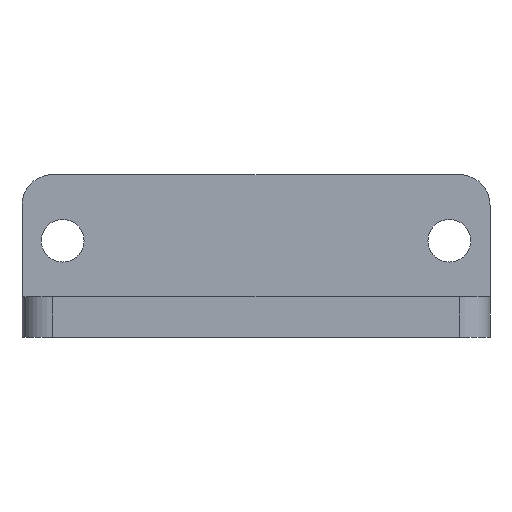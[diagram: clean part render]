
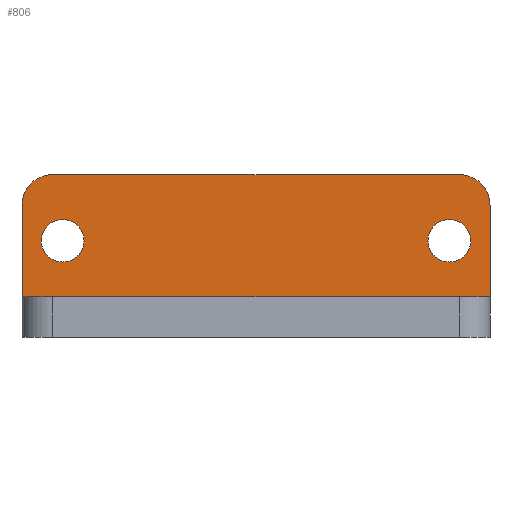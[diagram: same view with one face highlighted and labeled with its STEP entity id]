
A CAD part, front view. The second image highlights one B-rep face of the part: STEP entity #806.
In plain terms, the highlighted planar face has unit normal (0, -1, 0).
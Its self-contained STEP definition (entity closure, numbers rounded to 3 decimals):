
#4 = ORIENTED_EDGE ( 'NONE', *, *, #1170, .T. ) ;
#5 = FACE_BOUND ( 'NONE', #2214, .T. ) ;
#48 = ORIENTED_EDGE ( 'NONE', *, *, #1778, .T. ) ;
#115 = EDGE_CURVE ( 'NONE', #1294, #1313, #726, .T. ) ;
#123 = VERTEX_POINT ( 'NONE', #594 ) ;
#160 = AXIS2_PLACEMENT_3D ( 'NONE', #1100, #186, #210 ) ;
#173 = VECTOR ( 'NONE', #595, 1000. ) ;
#186 = DIRECTION ( 'NONE',  ( 0., -1., 0. ) ) ;
#210 = DIRECTION ( 'NONE',  ( 0., 0., -1. ) ) ;
#234 = ORIENTED_EDGE ( 'NONE', *, *, #865, .T. ) ;
#237 = CARTESIAN_POINT ( 'NONE',  ( 23., -31.5, 16. ) ) ;
#253 = FACE_OUTER_BOUND ( 'NONE', #2155, .T. ) ;
#278 = CARTESIAN_POINT ( 'NONE',  ( 19., -31.5, 7.4 ) ) ;
#285 = VERTEX_POINT ( 'NONE', #642 ) ;
#301 = AXIS2_PLACEMENT_3D ( 'NONE', #2059, #409, #1169 ) ;
#338 = DIRECTION ( 'NONE',  ( 1., 0., 0. ) ) ;
#394 = CIRCLE ( 'NONE', #160, 2.1 ) ;
#409 = DIRECTION ( 'NONE',  ( 0., 1., 0. ) ) ;
#452 = AXIS2_PLACEMENT_3D ( 'NONE', #649, #675, #1380 ) ;
#533 = DIRECTION ( 'NONE',  ( 0., 0., -1. ) ) ;
#594 = CARTESIAN_POINT ( 'NONE',  ( -19., -31.5, 11.6 ) ) ;
#595 = DIRECTION ( 'NONE',  ( 0., 0., -1. ) ) ;
#598 = CARTESIAN_POINT ( 'NONE',  ( 0., -31.5, 16. ) ) ;
#609 = CARTESIAN_POINT ( 'NONE',  ( 23., -31.5, 13. ) ) ;
#620 = DIRECTION ( 'NONE',  ( 0., -1., 0. ) ) ;
#630 = CARTESIAN_POINT ( 'NONE',  ( -19., -31.5, 9.5 ) ) ;
#642 = CARTESIAN_POINT ( 'NONE',  ( -19., -31.5, 7.4 ) ) ;
#649 = CARTESIAN_POINT ( 'NONE',  ( 20., -31.5, 13. ) ) ;
#660 = CARTESIAN_POINT ( 'NONE',  ( -23., -31.5, 13. ) ) ;
#675 = DIRECTION ( 'NONE',  ( 0., -1., 0. ) ) ;
#706 = VERTEX_POINT ( 'NONE', #934 ) ;
#711 = CARTESIAN_POINT ( 'NONE',  ( 19., -31.5, 9.5 ) ) ;
#722 = VECTOR ( 'NONE', #1466, 1000. ) ;
#726 = LINE ( 'NONE', #237, #1152 ) ;
#735 = CARTESIAN_POINT ( 'NONE',  ( 19., -31.5, 9.5 ) ) ;
#740 = CARTESIAN_POINT ( 'NONE',  ( -23., -31.5, 4. ) ) ;
#755 = ORIENTED_EDGE ( 'NONE', *, *, #2275, .F. ) ;
#806 = ADVANCED_FACE ( 'NONE', ( #2174, #5, #253 ), #820, .F. ) ;
#811 = LINE ( 'NONE', #598, #722 ) ;
#820 = PLANE ( 'NONE',  #301 ) ;
#865 = EDGE_CURVE ( 'NONE', #1294, #706, #2233, .T. ) ;
#868 = ORIENTED_EDGE ( 'NONE', *, *, #1304, .F. ) ;
#885 = CIRCLE ( 'NONE', #1909, 3. ) ;
#934 = CARTESIAN_POINT ( 'NONE',  ( 20., -31.5, 16. ) ) ;
#947 = ORIENTED_EDGE ( 'NONE', *, *, #1275, .F. ) ;
#967 = CIRCLE ( 'NONE', #2107, 2.1 ) ;
#986 = VERTEX_POINT ( 'NONE', #278 ) ;
#1012 = AXIS2_PLACEMENT_3D ( 'NONE', #711, #1254, #1780 ) ;
#1017 = VERTEX_POINT ( 'NONE', #660 ) ;
#1051 = VECTOR ( 'NONE', #338, 1000. ) ;
#1100 = CARTESIAN_POINT ( 'NONE',  ( -19., -31.5, 9.5 ) ) ;
#1152 = VECTOR ( 'NONE', #1157, 1000. ) ;
#1157 = DIRECTION ( 'NONE',  ( 0., 0., -1. ) ) ;
#1169 = DIRECTION ( 'NONE',  ( 0., 0., 1. ) ) ;
#1170 = EDGE_CURVE ( 'NONE', #1660, #1017, #885, .T. ) ;
#1173 = VERTEX_POINT ( 'NONE', #1305 ) ;
#1233 = EDGE_LOOP ( 'NONE', ( #1401, #2082 ) ) ;
#1250 = CARTESIAN_POINT ( 'NONE',  ( -20., -31.5, 16. ) ) ;
#1254 = DIRECTION ( 'NONE',  ( 0., -1., 0. ) ) ;
#1265 = ORIENTED_EDGE ( 'NONE', *, *, #2246, .T. ) ;
#1275 = EDGE_CURVE ( 'NONE', #1660, #706, #811, .T. ) ;
#1294 = VERTEX_POINT ( 'NONE', #609 ) ;
#1304 = EDGE_CURVE ( 'NONE', #285, #123, #1738, .T. ) ;
#1305 = CARTESIAN_POINT ( 'NONE',  ( 19., -31.5, 11.6 ) ) ;
#1313 = VERTEX_POINT ( 'NONE', #1341 ) ;
#1341 = CARTESIAN_POINT ( 'NONE',  ( 23., -31.5, 4. ) ) ;
#1380 = DIRECTION ( 'NONE',  ( 0., 0., 1. ) ) ;
#1401 = ORIENTED_EDGE ( 'NONE', *, *, #1753, .F. ) ;
#1458 = ORIENTED_EDGE ( 'NONE', *, *, #115, .F. ) ;
#1466 = DIRECTION ( 'NONE',  ( 1., 0., 0. ) ) ;
#1628 = DIRECTION ( 'NONE',  ( 0., -1., 0. ) ) ;
#1660 = VERTEX_POINT ( 'NONE', #1250 ) ;
#1738 = CIRCLE ( 'NONE', #1948, 2.1 ) ;
#1749 = VERTEX_POINT ( 'NONE', #740 ) ;
#1753 = EDGE_CURVE ( 'NONE', #986, #1173, #967, .T. ) ;
#1778 = EDGE_CURVE ( 'NONE', #1017, #1749, #1809, .T. ) ;
#1780 = DIRECTION ( 'NONE',  ( 0., 0., -1. ) ) ;
#1809 = LINE ( 'NONE', #1970, #173 ) ;
#1909 = AXIS2_PLACEMENT_3D ( 'NONE', #2025, #2017, #2188 ) ;
#1948 = AXIS2_PLACEMENT_3D ( 'NONE', #630, #620, #2229 ) ;
#1970 = CARTESIAN_POINT ( 'NONE',  ( -23., -31.5, 16. ) ) ;
#2017 = DIRECTION ( 'NONE',  ( 0., -1., 0. ) ) ;
#2025 = CARTESIAN_POINT ( 'NONE',  ( -20., -31.5, 13. ) ) ;
#2059 = CARTESIAN_POINT ( 'NONE',  ( 0., -31.5, 16. ) ) ;
#2082 = ORIENTED_EDGE ( 'NONE', *, *, #2215, .F. ) ;
#2093 = LINE ( 'NONE', #2143, #1051 ) ;
#2107 = AXIS2_PLACEMENT_3D ( 'NONE', #735, #1628, #533 ) ;
#2143 = CARTESIAN_POINT ( 'NONE',  ( 0., -31.5, 4. ) ) ;
#2155 = EDGE_LOOP ( 'NONE', ( #1458, #234, #947, #4, #48, #1265 ) ) ;
#2174 = FACE_BOUND ( 'NONE', #1233, .T. ) ;
#2188 = DIRECTION ( 'NONE',  ( 0., 0., 1. ) ) ;
#2200 = CIRCLE ( 'NONE', #1012, 2.1 ) ;
#2214 = EDGE_LOOP ( 'NONE', ( #868, #755 ) ) ;
#2215 = EDGE_CURVE ( 'NONE', #1173, #986, #2200, .T. ) ;
#2229 = DIRECTION ( 'NONE',  ( 0., 0., -1. ) ) ;
#2233 = CIRCLE ( 'NONE', #452, 3. ) ;
#2246 = EDGE_CURVE ( 'NONE', #1749, #1313, #2093, .T. ) ;
#2275 = EDGE_CURVE ( 'NONE', #123, #285, #394, .T. ) ;
